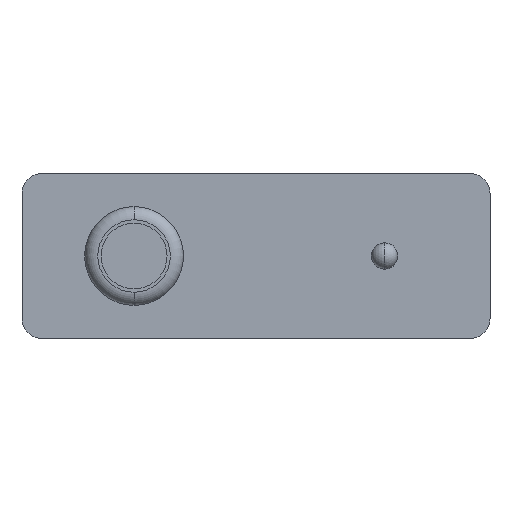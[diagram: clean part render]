
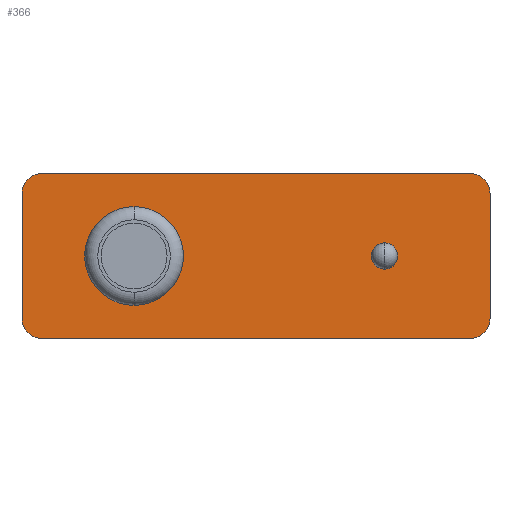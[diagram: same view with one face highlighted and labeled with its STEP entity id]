
A CAD part, front view. The second image highlights one B-rep face of the part: STEP entity #366.
In plain terms, the highlighted planar face has unit normal (0, -1, 0).
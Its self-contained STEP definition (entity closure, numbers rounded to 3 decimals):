
#2 = EDGE_CURVE ( 'NONE', #899, #792, #93, .T. ) ;
#11 = DIRECTION ( 'NONE',  ( 0., 0., 1. ) ) ;
#28 = ORIENTED_EDGE ( 'NONE', *, *, #646, .F. ) ;
#43 = CARTESIAN_POINT ( 'NONE',  ( 19.5, -51., 10.5 ) ) ;
#89 = CARTESIAN_POINT ( 'NONE',  ( -18.5, -51., 5. ) ) ;
#93 = CIRCLE ( 'NONE', #449, 2. ) ;
#96 = CARTESIAN_POINT ( 'NONE',  ( 35.5, -51., 25. ) ) ;
#97 = EDGE_CURVE ( 'NONE', #230, #539, #359, .T. ) ;
#104 = CIRCLE ( 'NONE', #811, 7.5 ) ;
#120 = CARTESIAN_POINT ( 'NONE',  ( 32.5, -51., 3. ) ) ;
#122 = FACE_BOUND ( 'NONE', #267, .T. ) ;
#124 = EDGE_LOOP ( 'NONE', ( #165, #910 ) ) ;
#131 = DIRECTION ( 'NONE',  ( 0., -1., 0. ) ) ;
#140 = CARTESIAN_POINT ( 'NONE',  ( -18.5, -51., 12.5 ) ) ;
#143 = DIRECTION ( 'NONE',  ( 0., 0., 1. ) ) ;
#157 = DIRECTION ( 'NONE',  ( 1., 0., 0. ) ) ;
#165 = ORIENTED_EDGE ( 'NONE', *, *, #2, .F. ) ;
#179 = ORIENTED_EDGE ( 'NONE', *, *, #97, .F. ) ;
#192 = DIRECTION ( 'NONE',  ( 0., 0., 1. ) ) ;
#194 = AXIS2_PLACEMENT_3D ( 'NONE', #625, #704, #11 ) ;
#200 = VERTEX_POINT ( 'NONE', #891 ) ;
#202 = EDGE_CURVE ( 'NONE', #338, #562, #512, .T. ) ;
#204 = CIRCLE ( 'NONE', #422, 3. ) ;
#216 = AXIS2_PLACEMENT_3D ( 'NONE', #140, #691, #521 ) ;
#217 = VERTEX_POINT ( 'NONE', #355 ) ;
#230 = VERTEX_POINT ( 'NONE', #89 ) ;
#237 = LINE ( 'NONE', #545, #250 ) ;
#245 = CARTESIAN_POINT ( 'NONE',  ( -35.5, -51., 3. ) ) ;
#247 = CARTESIAN_POINT ( 'NONE',  ( 19.5, -51., 12.5 ) ) ;
#248 = EDGE_CURVE ( 'NONE', #792, #899, #336, .T. ) ;
#250 = VECTOR ( 'NONE', #157, 1000. ) ;
#252 = CARTESIAN_POINT ( 'NONE',  ( 35.5, -51., 3. ) ) ;
#253 = VECTOR ( 'NONE', #547, 1000. ) ;
#256 = VERTEX_POINT ( 'NONE', #865 ) ;
#257 = EDGE_CURVE ( 'NONE', #805, #338, #936, .T. ) ;
#263 = VECTOR ( 'NONE', #585, 1000. ) ;
#267 = EDGE_LOOP ( 'NONE', ( #28, #179 ) ) ;
#276 = ORIENTED_EDGE ( 'NONE', *, *, #202, .T. ) ;
#277 = EDGE_CURVE ( 'NONE', #217, #699, #698, .T. ) ;
#281 = CARTESIAN_POINT ( 'NONE',  ( -35.5, -51., 22. ) ) ;
#284 = CIRCLE ( 'NONE', #826, 3. ) ;
#316 = DIRECTION ( 'NONE',  ( 0., -1., 0. ) ) ;
#317 = EDGE_CURVE ( 'NONE', #217, #200, #204, .T. ) ;
#325 = DIRECTION ( 'NONE',  ( 0., 1., 0. ) ) ;
#329 = CARTESIAN_POINT ( 'NONE',  ( 32.5, -51., 0. ) ) ;
#336 = CIRCLE ( 'NONE', #649, 2. ) ;
#338 = VERTEX_POINT ( 'NONE', #281 ) ;
#355 = CARTESIAN_POINT ( 'NONE',  ( 35.5, -51., 22. ) ) ;
#359 = CIRCLE ( 'NONE', #216, 7.5 ) ;
#362 = DIRECTION ( 'NONE',  ( 0., 0., 1. ) ) ;
#366 = ADVANCED_FACE ( 'NONE', ( #122, #671, #673 ), #942, .F. ) ;
#382 = ORIENTED_EDGE ( 'NONE', *, *, #1008, .T. ) ;
#391 = CIRCLE ( 'NONE', #435, 3. ) ;
#397 = DIRECTION ( 'NONE',  ( 0., 0., 1. ) ) ;
#405 = CARTESIAN_POINT ( 'NONE',  ( -35.5, -51., 25. ) ) ;
#422 = AXIS2_PLACEMENT_3D ( 'NONE', #930, #773, #143 ) ;
#425 = DIRECTION ( 'NONE',  ( 0., -1., 0. ) ) ;
#435 = AXIS2_PLACEMENT_3D ( 'NONE', #609, #131, #362 ) ;
#449 = AXIS2_PLACEMENT_3D ( 'NONE', #976, #730, #570 ) ;
#478 = ORIENTED_EDGE ( 'NONE', *, *, #277, .F. ) ;
#488 = ORIENTED_EDGE ( 'NONE', *, *, #257, .T. ) ;
#512 = LINE ( 'NONE', #577, #263 ) ;
#521 = DIRECTION ( 'NONE',  ( 0., 0., 1. ) ) ;
#522 = CARTESIAN_POINT ( 'NONE',  ( -18.5, -51., 20. ) ) ;
#539 = VERTEX_POINT ( 'NONE', #522 ) ;
#545 = CARTESIAN_POINT ( 'NONE',  ( -35.5, -51., 25. ) ) ;
#547 = DIRECTION ( 'NONE',  ( 0., 0., -1. ) ) ;
#562 = VERTEX_POINT ( 'NONE', #245 ) ;
#568 = CARTESIAN_POINT ( 'NONE',  ( -18.5, -51., 12.5 ) ) ;
#570 = DIRECTION ( 'NONE',  ( 0., 0., 1. ) ) ;
#577 = CARTESIAN_POINT ( 'NONE',  ( -35.5, -51., 25. ) ) ;
#584 = EDGE_CURVE ( 'NONE', #805, #200, #237, .T. ) ;
#585 = DIRECTION ( 'NONE',  ( 0., 0., -1. ) ) ;
#587 = LINE ( 'NONE', #841, #986 ) ;
#609 = CARTESIAN_POINT ( 'NONE',  ( -32.5, -51., 3. ) ) ;
#625 = CARTESIAN_POINT ( 'NONE',  ( -32.5, -51., 22. ) ) ;
#634 = DIRECTION ( 'NONE',  ( 0., 0., 1. ) ) ;
#646 = EDGE_CURVE ( 'NONE', #539, #230, #104, .T. ) ;
#649 = AXIS2_PLACEMENT_3D ( 'NONE', #247, #316, #634 ) ;
#654 = CARTESIAN_POINT ( 'NONE',  ( -32.5, -51., 25. ) ) ;
#662 = AXIS2_PLACEMENT_3D ( 'NONE', #405, #325, #397 ) ;
#671 = FACE_BOUND ( 'NONE', #124, .T. ) ;
#673 = FACE_OUTER_BOUND ( 'NONE', #886, .T. ) ;
#677 = DIRECTION ( 'NONE',  ( 1., 0., 0. ) ) ;
#691 = DIRECTION ( 'NONE',  ( 0., -1., 0. ) ) ;
#698 = LINE ( 'NONE', #96, #253 ) ;
#699 = VERTEX_POINT ( 'NONE', #252 ) ;
#704 = DIRECTION ( 'NONE',  ( 0., -1., 0. ) ) ;
#712 = VERTEX_POINT ( 'NONE', #329 ) ;
#730 = DIRECTION ( 'NONE',  ( 0., -1., 0. ) ) ;
#731 = DIRECTION ( 'NONE',  ( 0., 0., 1. ) ) ;
#773 = DIRECTION ( 'NONE',  ( 0., -1., 0. ) ) ;
#791 = ORIENTED_EDGE ( 'NONE', *, *, #959, .T. ) ;
#792 = VERTEX_POINT ( 'NONE', #43 ) ;
#801 = ORIENTED_EDGE ( 'NONE', *, *, #584, .F. ) ;
#802 = DIRECTION ( 'NONE',  ( 0., -1., 0. ) ) ;
#805 = VERTEX_POINT ( 'NONE', #654 ) ;
#811 = AXIS2_PLACEMENT_3D ( 'NONE', #568, #802, #731 ) ;
#817 = CARTESIAN_POINT ( 'NONE',  ( 19.5, -51., 14.5 ) ) ;
#823 = EDGE_CURVE ( 'NONE', #712, #699, #284, .T. ) ;
#826 = AXIS2_PLACEMENT_3D ( 'NONE', #120, #425, #192 ) ;
#841 = CARTESIAN_POINT ( 'NONE',  ( -35.5, -51., 0. ) ) ;
#865 = CARTESIAN_POINT ( 'NONE',  ( -32.5, -51., 0. ) ) ;
#875 = ORIENTED_EDGE ( 'NONE', *, *, #823, .T. ) ;
#877 = ORIENTED_EDGE ( 'NONE', *, *, #317, .T. ) ;
#886 = EDGE_LOOP ( 'NONE', ( #276, #791, #382, #875, #478, #877, #801, #488 ) ) ;
#891 = CARTESIAN_POINT ( 'NONE',  ( 32.5, -51., 25. ) ) ;
#899 = VERTEX_POINT ( 'NONE', #817 ) ;
#910 = ORIENTED_EDGE ( 'NONE', *, *, #248, .F. ) ;
#930 = CARTESIAN_POINT ( 'NONE',  ( 32.5, -51., 22. ) ) ;
#936 = CIRCLE ( 'NONE', #194, 3. ) ;
#942 = PLANE ( 'NONE',  #662 ) ;
#959 = EDGE_CURVE ( 'NONE', #562, #256, #391, .T. ) ;
#976 = CARTESIAN_POINT ( 'NONE',  ( 19.5, -51., 12.5 ) ) ;
#986 = VECTOR ( 'NONE', #677, 1000. ) ;
#1008 = EDGE_CURVE ( 'NONE', #256, #712, #587, .T. ) ;
